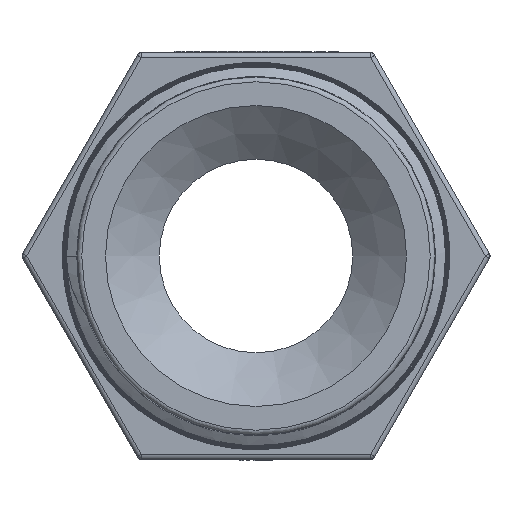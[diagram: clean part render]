
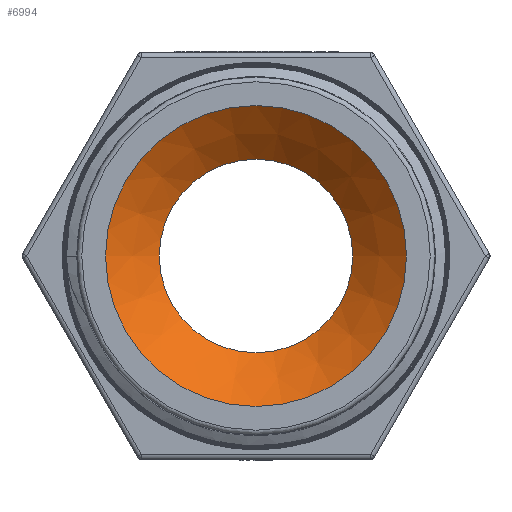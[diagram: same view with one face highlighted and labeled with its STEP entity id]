
A CAD part, left-side view. The second image highlights one B-rep face of the part: STEP entity #6994.
In plain terms, the highlighted conical face has half-angle 50 degrees and reference radius 19.304 mm.
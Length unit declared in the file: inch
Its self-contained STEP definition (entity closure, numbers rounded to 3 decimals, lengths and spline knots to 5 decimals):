
#1975=CONICAL_SURFACE($,#7379,0.76,50.);
#2043=FACE_BOUND($,#2871,.T.);
#2423=FACE_OUTER_BOUND($,#2870,.T.);
#2870=EDGE_LOOP($,(#6595));
#2871=EDGE_LOOP($,(#6596));
#2956=CIRCLE($,#7378,0.595);
#2957=CIRCLE($,#7380,0.925);
#3612=VERTEX_POINT($,#14805);
#3613=VERTEX_POINT($,#14808);
#4607=EDGE_CURVE($,#3612,#3612,#2956,.T.);
#4608=EDGE_CURVE($,#3613,#3613,#2957,.T.);
#6595=ORIENTED_EDGE($,*,*,#4608,.F.);
#6596=ORIENTED_EDGE($,*,*,#4607,.T.);
#6994=ADVANCED_FACE($,(#2423,#2043),#1975,.F.);
#7378=AXIS2_PLACEMENT_3D($,#14806,#8803,#8804);
#7379=AXIS2_PLACEMENT_3D($,#14807,#8805,#8806);
#7380=AXIS2_PLACEMENT_3D($,#14809,#8807,#8808);
#8803=DIRECTION('center_axis',(1.,0.,0.));
#8804=DIRECTION('ref_axis',(0.,0.,-1.));
#8805=DIRECTION('center_axis',(-1.,0.,0.));
#8806=DIRECTION('ref_axis',(0.,1.,0.));
#8807=DIRECTION('center_axis',(1.,0.,0.));
#8808=DIRECTION('ref_axis',(0.,0.,-1.));
#14805=CARTESIAN_POINT('',(1.7769,0.595,0.));
#14806=CARTESIAN_POINT('Origin',(1.7769,0.,0.));
#14807=CARTESIAN_POINT('Origin',(1.63845,0.,0.));
#14808=CARTESIAN_POINT('',(1.5,0.925,0.));
#14809=CARTESIAN_POINT('Origin',(1.5,0.,0.));
